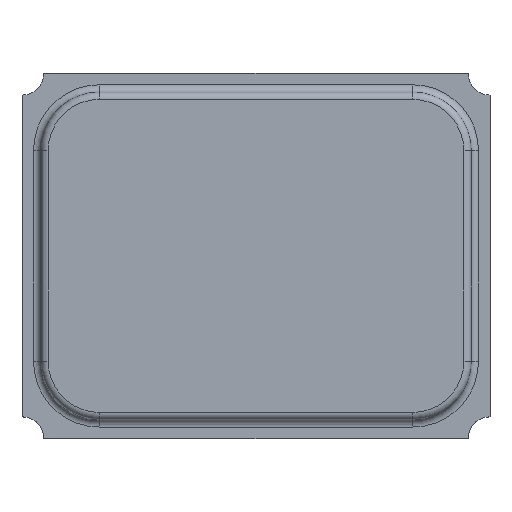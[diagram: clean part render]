
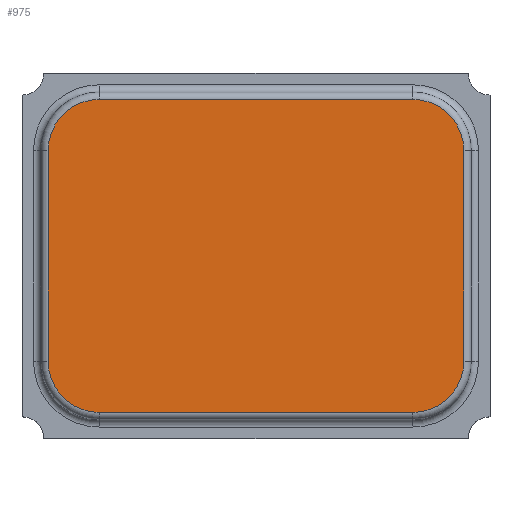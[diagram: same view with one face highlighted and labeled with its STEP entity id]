
A CAD part, top view. The second image highlights one B-rep face of the part: STEP entity #975.
In plain terms, the highlighted planar face has unit normal (0, 0, 1).
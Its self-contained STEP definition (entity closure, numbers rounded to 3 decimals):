
#38=PLANE('',#1031);
#55=CIRCLE('',#1032,0.35);
#56=CIRCLE('',#1033,0.35);
#57=CIRCLE('',#1034,0.35);
#58=CIRCLE('',#1035,0.35);
#225=ORIENTED_EDGE('',*,*,#374,.T.);
#226=ORIENTED_EDGE('',*,*,#375,.T.);
#227=ORIENTED_EDGE('',*,*,#376,.T.);
#228=ORIENTED_EDGE('',*,*,#377,.T.);
#229=ORIENTED_EDGE('',*,*,#378,.T.);
#230=ORIENTED_EDGE('',*,*,#379,.T.);
#231=ORIENTED_EDGE('',*,*,#380,.T.);
#232=ORIENTED_EDGE('',*,*,#381,.T.);
#374=EDGE_CURVE('',#467,#468,#544,.T.);
#375=EDGE_CURVE('',#468,#469,#55,.T.);
#376=EDGE_CURVE('',#469,#470,#545,.T.);
#377=EDGE_CURVE('',#470,#471,#56,.T.);
#378=EDGE_CURVE('',#471,#472,#546,.T.);
#379=EDGE_CURVE('',#472,#473,#57,.T.);
#380=EDGE_CURVE('',#473,#474,#547,.T.);
#381=EDGE_CURVE('',#474,#467,#58,.T.);
#467=VERTEX_POINT('',#1452);
#468=VERTEX_POINT('',#1453);
#469=VERTEX_POINT('',#1455);
#470=VERTEX_POINT('',#1457);
#471=VERTEX_POINT('',#1459);
#472=VERTEX_POINT('',#1461);
#473=VERTEX_POINT('',#1463);
#474=VERTEX_POINT('',#1465);
#544=LINE('',#1451,#613);
#545=LINE('',#1456,#614);
#546=LINE('',#1460,#615);
#547=LINE('',#1464,#616);
#613=VECTOR('',#1205,1000.);
#614=VECTOR('',#1208,1000.);
#615=VECTOR('',#1211,1000.);
#616=VECTOR('',#1214,1000.);
#640=EDGE_LOOP('',(#225,#226,#227,#228,#229,#230,#231,#232));
#676=FACE_BOUND('',#640,.T.);
#975=ADVANCED_FACE('',(#676),#38,.T.);
#1031=AXIS2_PLACEMENT_3D('',#1450,#1203,#1204);
#1032=AXIS2_PLACEMENT_3D('',#1454,#1206,#1207);
#1033=AXIS2_PLACEMENT_3D('',#1458,#1209,#1210);
#1034=AXIS2_PLACEMENT_3D('',#1462,#1212,#1213);
#1035=AXIS2_PLACEMENT_3D('',#1466,#1215,#1216);
#1203=DIRECTION('',(0.,0.,1.));
#1204=DIRECTION('',(1.,0.,0.));
#1205=DIRECTION('',(0.,1.,0.));
#1206=DIRECTION('',(0.,0.,1.));
#1207=DIRECTION('',(1.,0.,0.));
#1208=DIRECTION('',(-1.,0.,0.));
#1209=DIRECTION('',(0.,0.,1.));
#1210=DIRECTION('',(1.,0.,0.));
#1211=DIRECTION('',(0.,-1.,0.));
#1212=DIRECTION('',(0.,0.,1.));
#1213=DIRECTION('',(1.,0.,0.));
#1214=DIRECTION('',(1.,0.,0.));
#1215=DIRECTION('',(0.,0.,1.));
#1216=DIRECTION('',(1.,0.,0.));
#1450=CARTESIAN_POINT('',(0.,0.,0.7));
#1451=CARTESIAN_POINT('',(1.422,0.,0.7));
#1452=CARTESIAN_POINT('',(1.422,-0.72,0.7));
#1453=CARTESIAN_POINT('',(1.422,0.72,0.7));
#1454=CARTESIAN_POINT('',(1.072,0.72,0.7));
#1455=CARTESIAN_POINT('',(1.072,1.07,0.7));
#1456=CARTESIAN_POINT('',(0.,1.07,0.7));
#1457=CARTESIAN_POINT('',(-1.072,1.07,0.7));
#1458=CARTESIAN_POINT('',(-1.072,0.72,0.7));
#1459=CARTESIAN_POINT('',(-1.422,0.72,0.7));
#1460=CARTESIAN_POINT('',(-1.422,0.,0.7));
#1461=CARTESIAN_POINT('',(-1.422,-0.72,0.7));
#1462=CARTESIAN_POINT('',(-1.072,-0.72,0.7));
#1463=CARTESIAN_POINT('',(-1.072,-1.07,0.7));
#1464=CARTESIAN_POINT('',(0.,-1.07,0.7));
#1465=CARTESIAN_POINT('',(1.072,-1.07,0.7));
#1466=CARTESIAN_POINT('',(1.072,-0.72,0.7));
